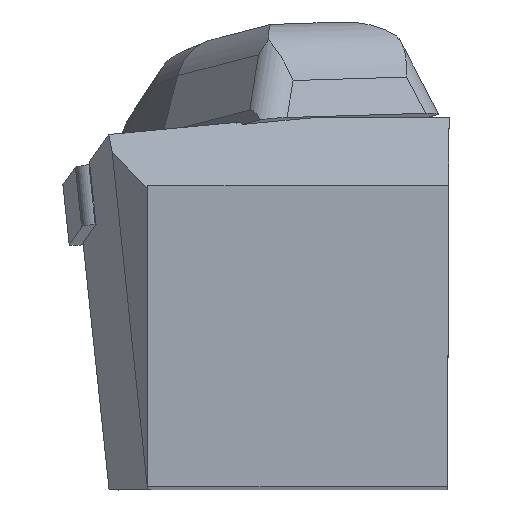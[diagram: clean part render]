
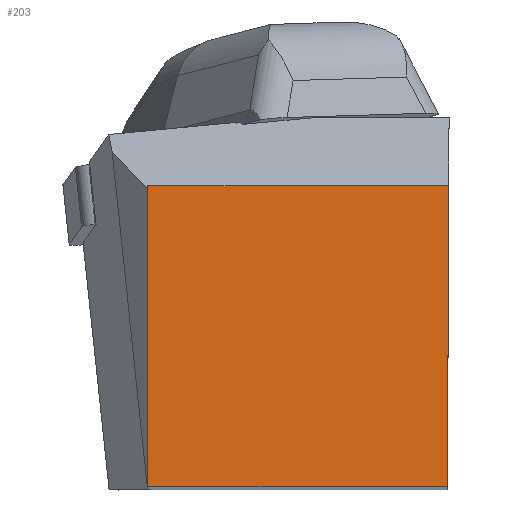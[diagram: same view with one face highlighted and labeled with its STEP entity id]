
A CAD part, top view. The second image highlights one B-rep face of the part: STEP entity #203.
In plain terms, the highlighted planar face has unit normal (0, 0, 1).
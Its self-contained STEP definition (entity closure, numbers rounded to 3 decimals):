
#141=FACE_OUTER_BOUND('',#592,.T.);
#203=ADVANCED_FACE('BLANK_BOXF006',(#141),#259,.F.);
#259=PLANE('',#1387);
#344=LINE('',#1993,#477);
#350=LINE('',#2005,#483);
#359=LINE('',#2022,#492);
#360=LINE('',#2024,#493);
#477=VECTOR('',#1583,1.);
#483=VECTOR('',#1591,1.);
#492=VECTOR('',#1604,1.);
#493=VECTOR('',#1605,1.);
#592=EDGE_LOOP('',(#762,#763,#764,#765));
#762=ORIENTED_EDGE('',*,*,#1172,.F.);
#763=ORIENTED_EDGE('',*,*,#1163,.F.);
#764=ORIENTED_EDGE('',*,*,#1157,.F.);
#765=ORIENTED_EDGE('',*,*,#1173,.F.);
#1027=VERTEX_POINT('',#1992);
#1028=VERTEX_POINT('',#1994);
#1033=VERTEX_POINT('',#2006);
#1039=VERTEX_POINT('',#2023);
#1157=EDGE_CURVE('',#1027,#1028,#344,.T.);
#1163=EDGE_CURVE('',#1028,#1033,#350,.T.);
#1172=EDGE_CURVE('',#1033,#1039,#359,.T.);
#1173=EDGE_CURVE('',#1039,#1027,#360,.T.);
#1387=AXIS2_PLACEMENT_3D('',#2025,#1606,#1607);
#1583=DIRECTION('',(-0.004,-1.,0.));
#1591=DIRECTION('',(-1.,0.,0.));
#1604=DIRECTION('',(0.,1.,0.));
#1605=DIRECTION('',(1.,0.,0.));
#1606=DIRECTION('',(0.,0.,-1.));
#1607=DIRECTION('',(-1.,0.,0.));
#1992=CARTESIAN_POINT('',(0.,15.875,0.));
#1993=CARTESIAN_POINT('',(0.412,110.349,0.));
#1994=CARTESIAN_POINT('',(-0.069,0.,0.));
#2005=CARTESIAN_POINT('',(110.35,0.,0.));
#2006=CARTESIAN_POINT('',(-15.875,0.,0.));
#2022=CARTESIAN_POINT('',(-15.875,-110.35,0.));
#2023=CARTESIAN_POINT('',(-15.875,15.875,0.));
#2024=CARTESIAN_POINT('',(-110.35,15.875,0.));
#2025=CARTESIAN_POINT('',(-29.35,-5.,0.));
